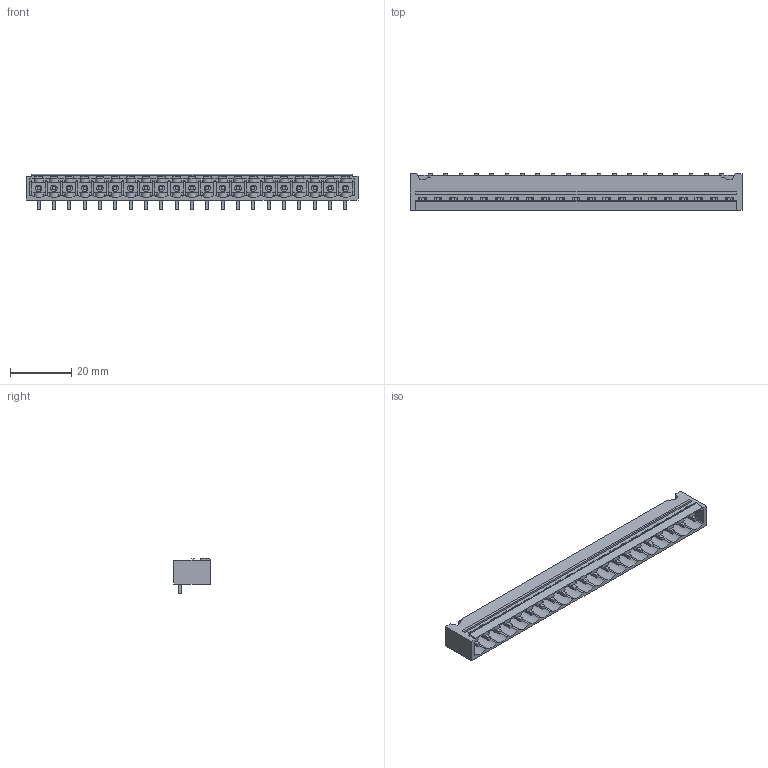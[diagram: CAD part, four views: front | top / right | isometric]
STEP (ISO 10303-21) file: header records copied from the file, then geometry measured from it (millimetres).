
FILE_DESCRIPTION(('CATIA V5 STEP Exchange','CAx-IF Rec.Pracs.--- Model Styling and Organization---1.2---2011-12-15'),'2;1');
FILE_NAME ('7592403_2_1840310000_1840310000.stp','2018-03-08T11:12:51+00:00',('none'),('Weidmueller'),'CATIA Version 5-6 Release 2014','CATIA V5 STEP AP214','none');
FILE_SCHEMA(('AUTOMOTIVE_DESIGN { 1 0 10303 214 1 1 1 1 }'));
Length unit declared in the file: millimetre
Products named in the file (1): 1840310000
Bounding box: 108.2 x 12 x 11.63 mm (x, y, z)
Volume: 3885.2 mm3; surface area: 9557.3 mm2
Topology: 22 solids, 22 shells, 1674 faces, 5141 edges, 3471 vertices
Faces by surface type: plane 1365, cylinder 271, extrusion 38
Entity records: 52812 total; most frequent: CARTESIAN_POINT 10778, ORIENTED_EDGE 10282, DIRECTION 6357, EDGE_CURVE 5141, VECTOR 4159, LINE 4121, VERTEX_POINT 3471, EDGE_LOOP 1718
